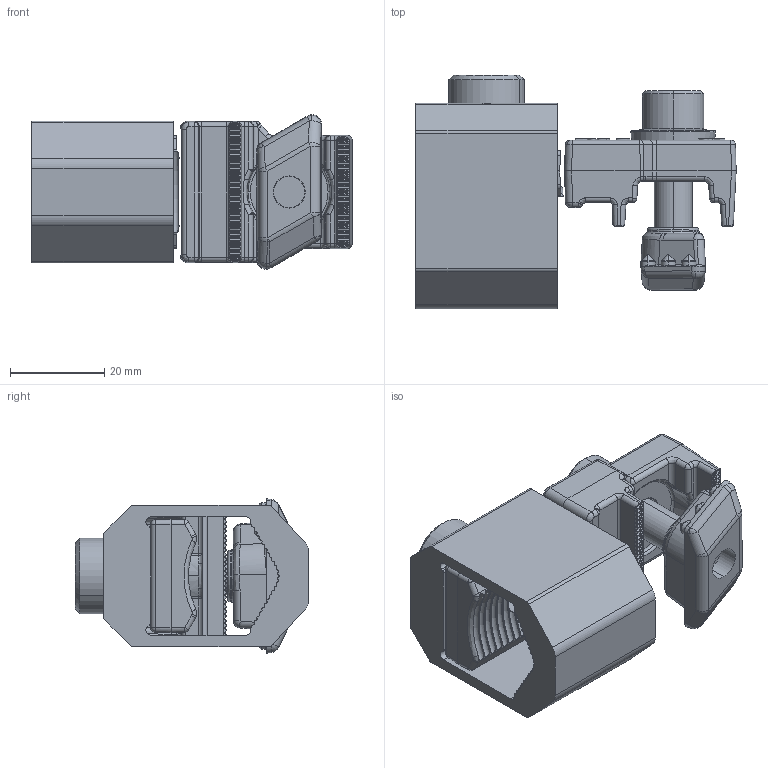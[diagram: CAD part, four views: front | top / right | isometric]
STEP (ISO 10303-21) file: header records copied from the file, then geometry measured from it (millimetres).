
FILE_DESCRIPTION (( 'STEP AP203' ), '1' );
FILE_NAME ('ADO_240_Dummy.STEP', '2017-02-22T10:52:49', ( '' ), ( '' ), 'SwSTEP 2.0', 'SolidWorks 2013', '' );
FILE_SCHEMA (( 'CONFIG_CONTROL_DESIGN' ));
Length unit declared in the file: millimetre
Products named in the file (1): ADO_240_Dummy
Bounding box: 67.84 x 49.48 x 32.71 mm (x, y, z)
Surface area: 18614.8 mm2 (no closed solid volume)
Topology: 0 solids, 47 shells, 1166 faces, 3283 edges, 2099 vertices
Faces by surface type: plane 391, cylinder 374, bspline 237, torus 100, cone 32, sphere 32
Entity records: 50998 total; most frequent: CARTESIAN_POINT 24426, ORIENTED_EDGE 5884, DIRECTION 4618, EDGE_CURVE 3258, VERTEX_POINT 2099, AXIS2_PLACEMENT_3D 1579, VECTOR 1460, LINE 1460
